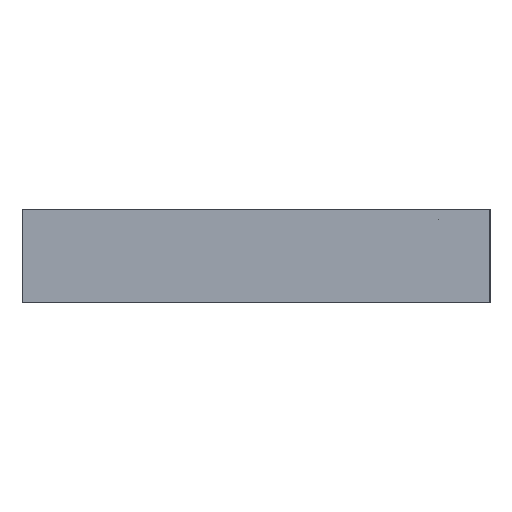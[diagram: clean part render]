
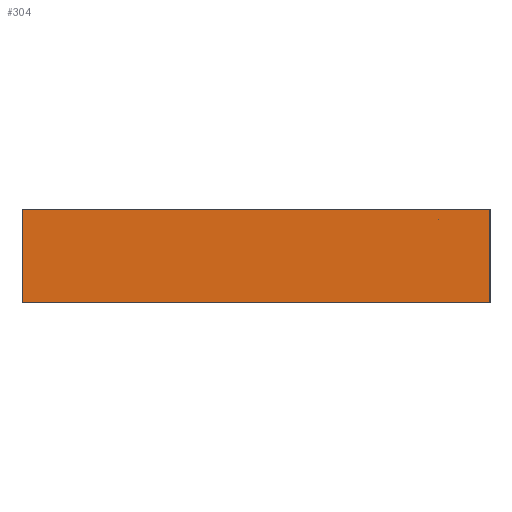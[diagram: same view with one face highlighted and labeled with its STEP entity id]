
A CAD part, left-side view. The second image highlights one B-rep face of the part: STEP entity #304.
In plain terms, the highlighted planar face has unit normal (-1, 0, 0).
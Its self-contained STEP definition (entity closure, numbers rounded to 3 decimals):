
#22=LINE($,#503,#40);
#23=LINE($,#507,#41);
#24=LINE($,#508,#42);
#25=LINE($,#509,#43);
#40=VECTOR($,#421,15.);
#41=VECTOR($,#424,15.);
#42=VECTOR($,#425,3.);
#43=VECTOR($,#426,3.);
#50=PLANE($,#343);
#92=FACE_OUTER_BOUND($,#122,.T.);
#122=EDGE_LOOP($,(#253,#254,#255,#256));
#169=VERTEX_POINT($,#490);
#172=VERTEX_POINT($,#501);
#173=VERTEX_POINT($,#505);
#174=VERTEX_POINT($,#506);
#204=EDGE_CURVE($,#172,#169,#22,.T.);
#205=EDGE_CURVE($,#173,#174,#23,.T.);
#206=EDGE_CURVE($,#174,#169,#24,.T.);
#207=EDGE_CURVE($,#173,#172,#25,.T.);
#253=ORIENTED_EDGE($,*,*,#205,.T.);
#254=ORIENTED_EDGE($,*,*,#206,.T.);
#255=ORIENTED_EDGE($,*,*,#204,.F.);
#256=ORIENTED_EDGE($,*,*,#207,.F.);
#304=ADVANCED_FACE($,(#92),#50,.T.);
#343=AXIS2_PLACEMENT_3D($,#504,#422,#423);
#421=DIRECTION($,(0.,-1.,0.));
#422=DIRECTION('center_axis',(-1.,0.,0.));
#423=DIRECTION('ref_axis',(0.,-1.,0.));
#424=DIRECTION($,(0.,-1.,0.));
#425=DIRECTION($,(0.,0.,1.));
#426=DIRECTION($,(0.,0.,1.));
#490=CARTESIAN_POINT('',(-8.129,5.102,3.));
#501=CARTESIAN_POINT('',(-8.129,20.102,3.));
#503=CARTESIAN_POINT($,(-8.129,20.102,3.));
#504=CARTESIAN_POINT('Origin',(-8.129,20.102,0.));
#505=CARTESIAN_POINT('',(-8.129,20.102,0.));
#506=CARTESIAN_POINT('',(-8.129,5.102,0.));
#507=CARTESIAN_POINT($,(-8.129,20.102,0.));
#508=CARTESIAN_POINT($,(-8.129,5.102,0.));
#509=CARTESIAN_POINT($,(-8.129,20.102,0.));
